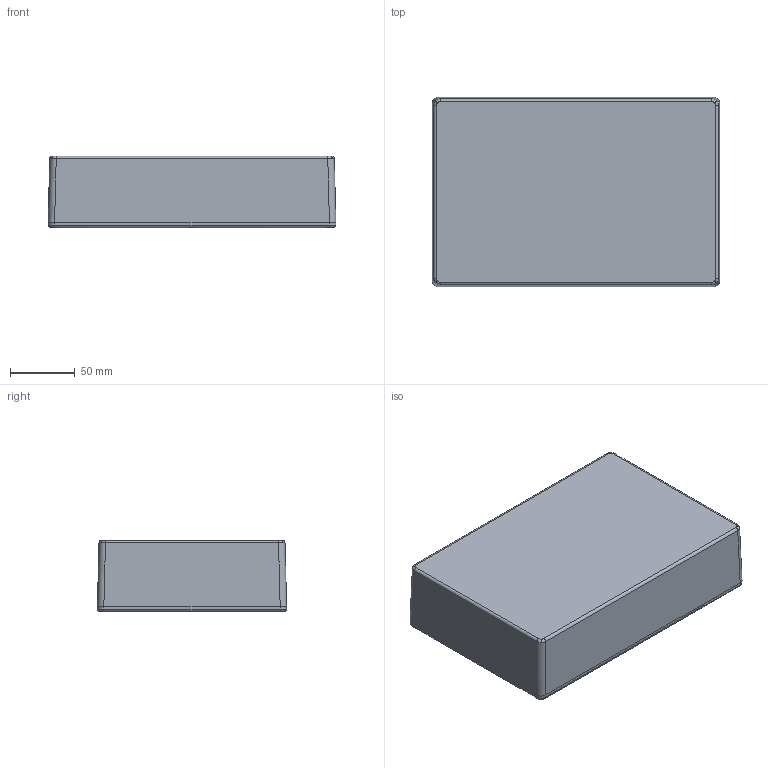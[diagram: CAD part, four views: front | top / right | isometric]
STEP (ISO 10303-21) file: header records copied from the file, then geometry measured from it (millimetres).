
FILE_DESCRIPTION(/* description */ (''),/* implementation_level */ '2;1');
FILE_NAME(/* name */ '1550G.stp',/* time_stamp */ '2022-03-30T15:55:52-04:00',/* author */ ('mbeerman'),/* organization */ (''),/* preprocessor_version */ 'ST-DEVELOPER v18.1',/* originating_system */ 'Autodesk Inventor 2022',/* authorisation */ '');
FILE_SCHEMA (('AUTOMOTIVE_DESIGN { 1 0 10303 214 3 1 1 }'));
Products named in the file (4): 1550G; 1550G BOX v1; 1550G-H LID; SC546 (screw M3X 10mm FH)
Assembly tree (8 placements, depth 2):
  1550G
    1550G BOX v1
    1550G-H LID
    SC546 (screw M3X 10mm FH)  x6
Bounding box: 222 x 146 x 55.1 mm (x, y, z)
Volume: 217371.5 mm3; surface area: 207014.7 mm2
Topology: 8 solids, 8 shells, 1035 faces, 2728 edges, 1758 vertices
Faces by surface type: plane 403, bspline 358, cylinder 104, cone 100, torus 70
Full cylindrical faces by diameter (mm): 3 x6, 3.43 x6, 4.1 x6, 6.52 x6
Entity records: 44734 total; most frequent: CARTESIAN_POINT 24371, ORIENTED_EDGE 4786, DIRECTION 3225, EDGE_CURVE 2393, VERTEX_POINT 1538, LINE 1183, VECTOR 1183, AXIS2_PLACEMENT_3D 1021
